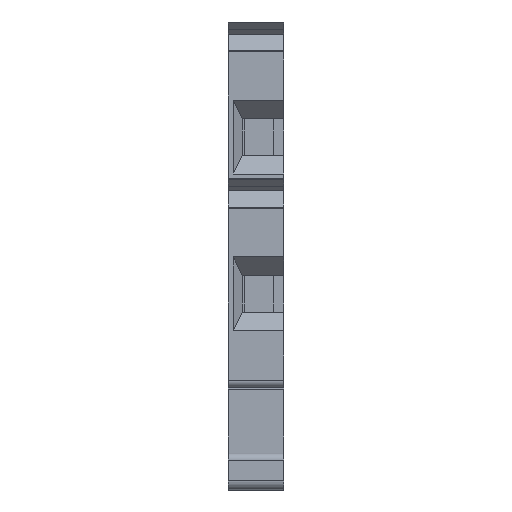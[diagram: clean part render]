
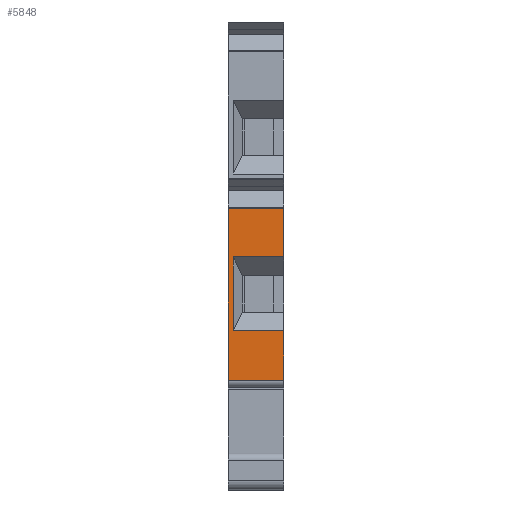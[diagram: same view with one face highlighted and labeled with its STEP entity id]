
A CAD part, left-side view. The second image highlights one B-rep face of the part: STEP entity #5848.
In plain terms, the highlighted planar face has unit normal (-1, 0, 0).
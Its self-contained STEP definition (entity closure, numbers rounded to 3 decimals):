
#732=ORIENTED_EDGE('',*,*,#1809,.T.);
#733=ORIENTED_EDGE('',*,*,#1810,.F.);
#734=ORIENTED_EDGE('',*,*,#1644,.F.);
#735=ORIENTED_EDGE('',*,*,#1478,.T.);
#736=ORIENTED_EDGE('',*,*,#1641,.F.);
#737=ORIENTED_EDGE('',*,*,#1631,.T.);
#738=ORIENTED_EDGE('',*,*,#1807,.T.);
#739=ORIENTED_EDGE('',*,*,#1625,.T.);
#1478=EDGE_CURVE('',#2103,#2102,#2520,.T.);
#1625=EDGE_CURVE('',#2247,#2246,#2637,.T.);
#1631=EDGE_CURVE('',#2253,#2251,#2642,.T.);
#1641=EDGE_CURVE('',#2253,#2102,#2652,.T.);
#1644=EDGE_CURVE('',#2103,#2260,#2654,.T.);
#1807=EDGE_CURVE('',#2251,#2247,#2793,.T.);
#1809=EDGE_CURVE('',#2246,#2342,#2795,.T.);
#1810=EDGE_CURVE('',#2260,#2342,#2796,.T.);
#2102=VERTEX_POINT('',#7594);
#2103=VERTEX_POINT('',#7596);
#2246=VERTEX_POINT('',#7885);
#2247=VERTEX_POINT('',#7887);
#2251=VERTEX_POINT('',#7898);
#2253=VERTEX_POINT('',#7901);
#2260=VERTEX_POINT('',#7923);
#2342=VERTEX_POINT('',#8254);
#2520=LINE('',#7595,#3045);
#2637=LINE('',#7886,#3162);
#2642=LINE('',#7900,#3167);
#2652=LINE('',#7919,#3177);
#2654=LINE('',#7925,#3179);
#2793=LINE('',#8250,#3318);
#2795=LINE('',#8253,#3320);
#2796=LINE('',#8255,#3321);
#3045=VECTOR('',#6376,1000.);
#3162=VECTOR('',#6553,1000.);
#3167=VECTOR('',#6564,1000.);
#3177=VECTOR('',#6580,1000.);
#3179=VECTOR('',#6586,1000.);
#3318=VECTOR('',#6935,1000.);
#3320=VECTOR('',#6939,1000.);
#3321=VECTOR('',#6940,1000.);
#3630=EDGE_LOOP('',(#732,#733,#734,#735,#736,#737,#738,#739));
#3868=FACE_BOUND('',#3630,.T.);
#4079=PLANE('',#6136);
#5848=ADVANCED_FACE('',(#3868),#4079,.T.);
#6136=AXIS2_PLACEMENT_3D('',#8252,#6937,#6938);
#6376=DIRECTION('',(0.,0.,1.));
#6553=DIRECTION('',(0.,0.,1.));
#6564=DIRECTION('',(0.,0.,1.));
#6580=DIRECTION('',(0.,-1.,0.));
#6586=DIRECTION('',(0.,1.,0.));
#6935=DIRECTION('',(0.,-1.,0.));
#6937=DIRECTION('',(-1.,0.,0.));
#6938=DIRECTION('',(0.,0.,1.));
#6939=DIRECTION('',(0.,1.,0.));
#6940=DIRECTION('',(0.,0.,1.));
#7594=CARTESIAN_POINT('',(-25.,-6.,-8.1));
#7595=CARTESIAN_POINT('',(-25.,-6.,5.15));
#7596=CARTESIAN_POINT('',(-25.,-6.,-13.5));
#7885=CARTESIAN_POINT('',(-25.,-6.,5.15));
#7886=CARTESIAN_POINT('',(-25.,-6.,5.15));
#7887=CARTESIAN_POINT('',(-25.,-6.,-0.1));
#7898=CARTESIAN_POINT('',(-25.,-0.525,-0.1));
#7900=CARTESIAN_POINT('',(-25.,-0.525,-0.1));
#7901=CARTESIAN_POINT('',(-25.,-0.525,-8.1));
#7919=CARTESIAN_POINT('',(-25.,-1.5,-8.1));
#7923=CARTESIAN_POINT('',(-25.,0.,-13.5));
#7925=CARTESIAN_POINT('',(-25.,-6.,-13.5));
#8250=CARTESIAN_POINT('',(-25.,-1.5,-0.1));
#8252=CARTESIAN_POINT('',(-25.,-6.,5.15));
#8253=CARTESIAN_POINT('',(-25.,-6.,5.15));
#8254=CARTESIAN_POINT('',(-25.,0.,5.15));
#8255=CARTESIAN_POINT('',(-25.,0.,5.15));
